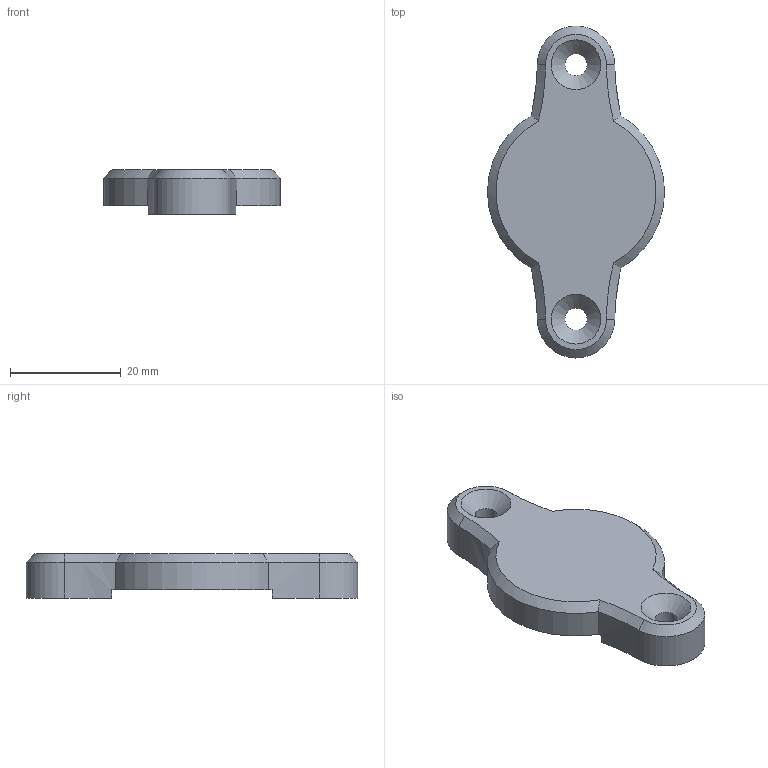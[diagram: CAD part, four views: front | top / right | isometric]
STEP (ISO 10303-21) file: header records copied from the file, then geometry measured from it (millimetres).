
FILE_DESCRIPTION(('FreeCAD Model'),'2;1');
FILE_NAME('Open CASCADE Shape Model','2021-07-19T13:39:38',('Author'),( ''),'Open CASCADE STEP processor 7.5','FreeCAD','Unknown');
FILE_SCHEMA(('AUTOMOTIVE_DESIGN { 1 0 10303 214 1 1 1 1 }'));
Length unit declared in the file: millimetre
Products named in the file (1): Tornillo NBA
Bounding box: 32 x 60 x 8 mm (x, y, z)
Volume: 7247.5 mm3; surface area: 3662.5 mm2
Topology: 1 solids, 1 shells, 33 faces, 80 edges, 50 vertices
Faces by surface type: cylinder 12, plane 11, cone 10
Full cylindrical faces by diameter (mm): 4 x2
Entity records: 2074 total; most frequent: CARTESIAN_POINT 432, DIRECTION 314, ORIENTED_EDGE 160, PCURVE 160, DEFINITIONAL_REPRESENTATION 160, LINE 142, VECTOR 142, EDGE_CURVE 80
